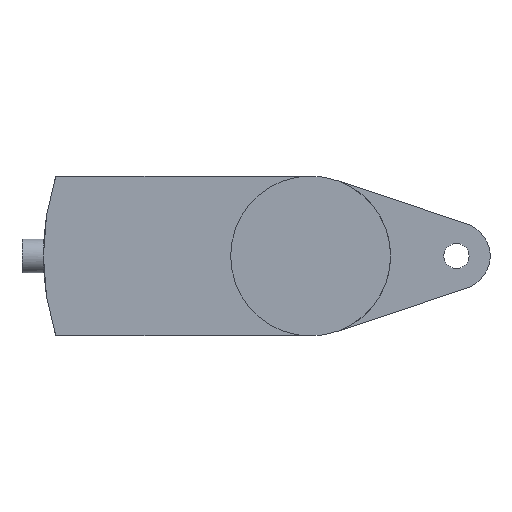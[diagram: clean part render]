
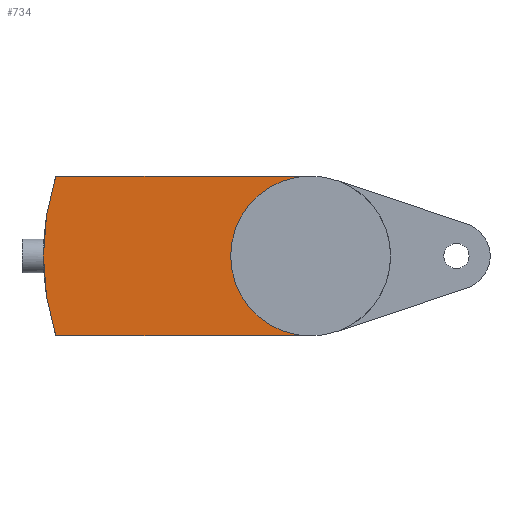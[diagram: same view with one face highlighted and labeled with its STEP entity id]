
A CAD part, left-side view. The second image highlights one B-rep face of the part: STEP entity #734.
In plain terms, the highlighted planar face has unit normal (-1, 0, 0).
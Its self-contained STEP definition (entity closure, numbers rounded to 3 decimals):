
#36=PLANE('',#798);
#68=FACE_OUTER_BOUND('',#111,.T.);
#111=EDGE_LOOP('',(#546,#547,#548,#549));
#167=LINE('',#1282,#226);
#170=LINE('',#1290,#229);
#226=VECTOR('',#915,10.);
#229=VECTOR('',#924,10.);
#279=CIRCLE('',#796,317.5);
#280=CIRCLE('',#799,95.);
#333=VERTEX_POINT('',#1278);
#334=VERTEX_POINT('',#1280);
#335=VERTEX_POINT('',#1284);
#336=VERTEX_POINT('',#1288);
#413=EDGE_CURVE('',#334,#333,#167,.T.);
#415=EDGE_CURVE('',#335,#334,#279,.T.);
#417=EDGE_CURVE('',#336,#335,#170,.T.);
#418=EDGE_CURVE('',#333,#336,#280,.T.);
#546=ORIENTED_EDGE('',*,*,#417,.F.);
#547=ORIENTED_EDGE('',*,*,#418,.F.);
#548=ORIENTED_EDGE('',*,*,#413,.F.);
#549=ORIENTED_EDGE('',*,*,#415,.F.);
#734=ADVANCED_FACE('',(#68),#36,.F.);
#796=AXIS2_PLACEMENT_3D('',#1286,#919,#920);
#798=AXIS2_PLACEMENT_3D('',#1291,#925,#926);
#799=AXIS2_PLACEMENT_3D('',#1292,#927,#928);
#915=DIRECTION('',(0.,-1.,0.));
#919=DIRECTION('center_axis',(1.,0.,0.));
#920=DIRECTION('ref_axis',(0.,0.877,-0.48));
#924=DIRECTION('',(0.,1.,0.));
#925=DIRECTION('center_axis',(1.,0.,0.));
#926=DIRECTION('ref_axis',(0.,1.,0.));
#927=DIRECTION('center_axis',(-1.,0.,0.));
#928=DIRECTION('ref_axis',(0.,1.,0.));
#1278=CARTESIAN_POINT('',(-915.,-740.,361.7));
#1280=CARTESIAN_POINT('',(-915.,-437.046,361.7));
#1282=CARTESIAN_POINT('',(-915.,-740.,361.7));
#1284=CARTESIAN_POINT('',(-915.,-437.046,171.7));
#1286=CARTESIAN_POINT('Origin',(-915.,-740.,266.7));
#1288=CARTESIAN_POINT('',(-915.,-740.,171.7));
#1290=CARTESIAN_POINT('',(-915.,-740.,171.7));
#1291=CARTESIAN_POINT('Origin',(-915.,-581.25,266.7));
#1292=CARTESIAN_POINT('Origin',(-915.,-740.,266.7));
